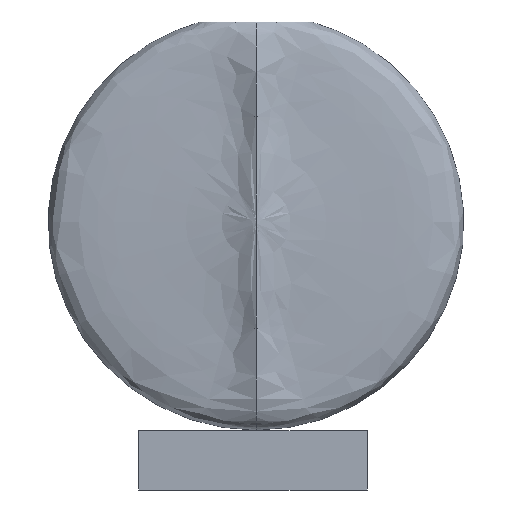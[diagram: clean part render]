
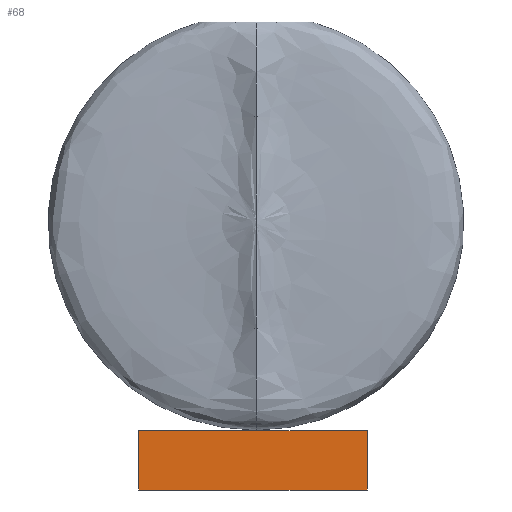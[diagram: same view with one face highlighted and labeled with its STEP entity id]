
A CAD part, front view. The second image highlights one B-rep face of the part: STEP entity #68.
In plain terms, the highlighted planar face has unit normal (0, -1, 0).
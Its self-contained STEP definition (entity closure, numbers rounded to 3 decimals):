
#68=ADVANCED_FACE('',(#110),#622,.T.);
#110=FACE_OUTER_BOUND('',#152,.T.);
#152=EDGE_LOOP('',(#209,#210,#211,#212));
#209=ORIENTED_EDGE('',*,*,#375,.T.);
#210=ORIENTED_EDGE('',*,*,#379,.T.);
#211=ORIENTED_EDGE('',*,*,#382,.T.);
#212=ORIENTED_EDGE('',*,*,#384,.T.);
#375=EDGE_CURVE('',#560,#559,#467,.T.);
#379=EDGE_CURVE('',#559,#562,#471,.T.);
#382=EDGE_CURVE('',#562,#564,#474,.T.);
#384=EDGE_CURVE('',#564,#560,#476,.T.);
#467=B_SPLINE_CURVE_WITH_KNOTS('',1,(#679,#680),.UNSPECIFIED.,.F.,.F.,(2,
2),(0.,36.565),.UNSPECIFIED.);
#471=B_SPLINE_CURVE_WITH_KNOTS('',1,(#687,#688),.UNSPECIFIED.,.F.,.F.,(2,
2),(36.565,399.356),.UNSPECIFIED.);
#474=B_SPLINE_CURVE_WITH_KNOTS('',1,(#693,#694),.UNSPECIFIED.,.F.,.F.,(2,
2),(399.356,435.921),.UNSPECIFIED.);
#476=B_SPLINE_CURVE_WITH_KNOTS('',1,(#697,#698),.UNSPECIFIED.,.F.,.F.,(2,
2),(435.921,798.712),.UNSPECIFIED.);
#559=VERTEX_POINT('',#669);
#560=VERTEX_POINT('',#670);
#562=VERTEX_POINT('',#672);
#564=VERTEX_POINT('',#674);
#622=PLANE('',#648);
#648=AXIS2_PLACEMENT_3D('',#666,#657,$);
#657=DIRECTION('',(0.,-1.,0.));
#666=CARTESIAN_POINT('',(16895.325,-2297.814,0.));
#669=CARTESIAN_POINT('',(16895.325,-2297.814,40.6));
#670=CARTESIAN_POINT('',(16895.325,-2297.814,0.));
#672=CARTESIAN_POINT('',(16739.128,-2297.814,40.6));
#674=CARTESIAN_POINT('',(16739.128,-2297.814,0.));
#679=CARTESIAN_POINT('',(16895.325,-2297.814,0.));
#680=CARTESIAN_POINT('',(16895.325,-2297.814,40.6));
#687=CARTESIAN_POINT('',(16895.325,-2297.814,40.6));
#688=CARTESIAN_POINT('',(16739.128,-2297.814,40.6));
#693=CARTESIAN_POINT('',(16739.128,-2297.814,40.6));
#694=CARTESIAN_POINT('',(16739.128,-2297.814,0.));
#697=CARTESIAN_POINT('',(16739.128,-2297.814,0.));
#698=CARTESIAN_POINT('',(16895.325,-2297.814,0.));
